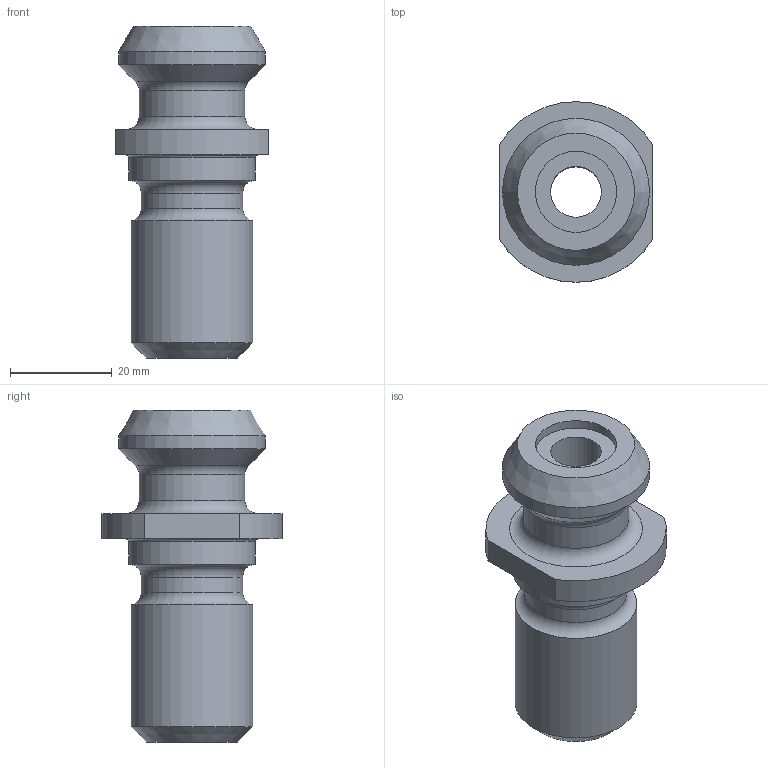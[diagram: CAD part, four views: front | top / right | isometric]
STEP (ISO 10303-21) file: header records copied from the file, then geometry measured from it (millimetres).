
FILE_DESCRIPTION(/* description */ ('Extracted from STEP assembly: cutter.stp'),/* implementation_level */ '2;1');
FILE_NAME(/* name */ 'part_retention_knob',/* time_stamp */ '2016-11-02T10:56:49+08:00',/* author */ ('Qiuling Huang','Yujiang Li','Mikael Hedlind'),/* organization */ ('KTH'),/* preprocessor_version */ 'ST-DEVELOPER v15',/* originating_system */ 'SIEMENS PLM Software NX 8.0',/* authorisation */ '');
FILE_SCHEMA (('AUTOMOTIVE_DESIGN'));
Length unit declared in the file: millimetre
Products named in the file (1): 104
Bounding box: 30.15 x 35.56 x 65.4 mm (x, y, z)
Volume: 25774 mm3; surface area: 8978.6 mm2
Topology: 1 solids, 1 shells, 24 faces, 46 edges, 28 vertices
Faces by surface type: cylinder 9, plane 7, torus 5, cone 3
Full cylindrical faces by diameter (mm): 10 x1, 16 x1, 20 x1, 20.828 x1, 24 x1, 25 x1, 28.956 x1
Entity records: 739 total; most frequent: DIRECTION 104, CARTESIAN_POINT 84, ORIENTED_EDGE 62, AXIS2_PLACEMENT_3D 48, EDGE_LOOP 44, FACE_BOUND 40, EDGE_CURVE 31, VERTEX_POINT 27
